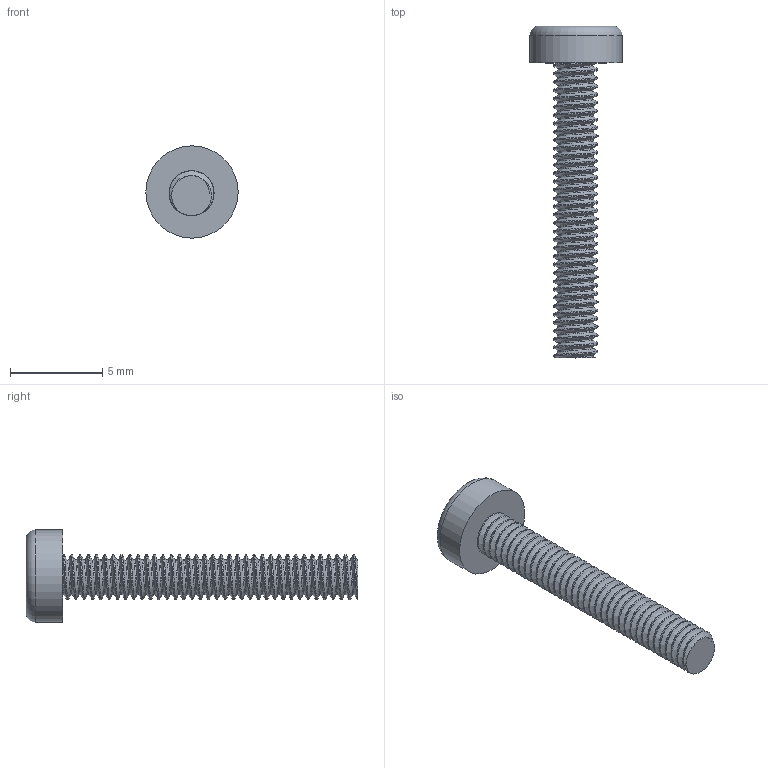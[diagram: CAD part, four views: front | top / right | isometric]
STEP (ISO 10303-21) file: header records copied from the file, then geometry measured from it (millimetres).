
FILE_DESCRIPTION(/* description */ (''),/* implementation_level */ '2;1');
FILE_NAME(/* name */ 'M2.5x16 v1.step',/* time_stamp */ '2020-10-28T22:11:11+03:00',/* author */ (''),/* organization */ (''),/* preprocessor_version */ 'ST-DEVELOPER v18.1',/* originating_system */ 'Autodesk Translation Framework v9.3.0.1241',/* authorisation */ '');
FILE_SCHEMA (('AUTOMOTIVE_DESIGN { 1 0 10303 214 3 1 1 }'));
Length unit declared in the file: millimetre
Products named in the file (1): M2.5x16
Bounding box: 5 x 18 x 5 mm (x, y, z)
Volume: 94.8 mm3; surface area: 269 mm2
Topology: 2 solids, 2 shells, 106 faces, 291 edges, 190 vertices
Faces by surface type: cylinder 74, plane 29, bspline 2, torus 1
Full cylindrical faces by diameter (mm): 1.917 x14, 2.43 x24, 5 x1
Entity records: 7372 total; most frequent: CARTESIAN_POINT 4946, ORIENTED_EDGE 582, DIRECTION 360, EDGE_CURVE 291, VERTEX_POINT 190, B_SPLINE_CURVE_WITH_KNOTS 150, LINE 132, VECTOR 132
